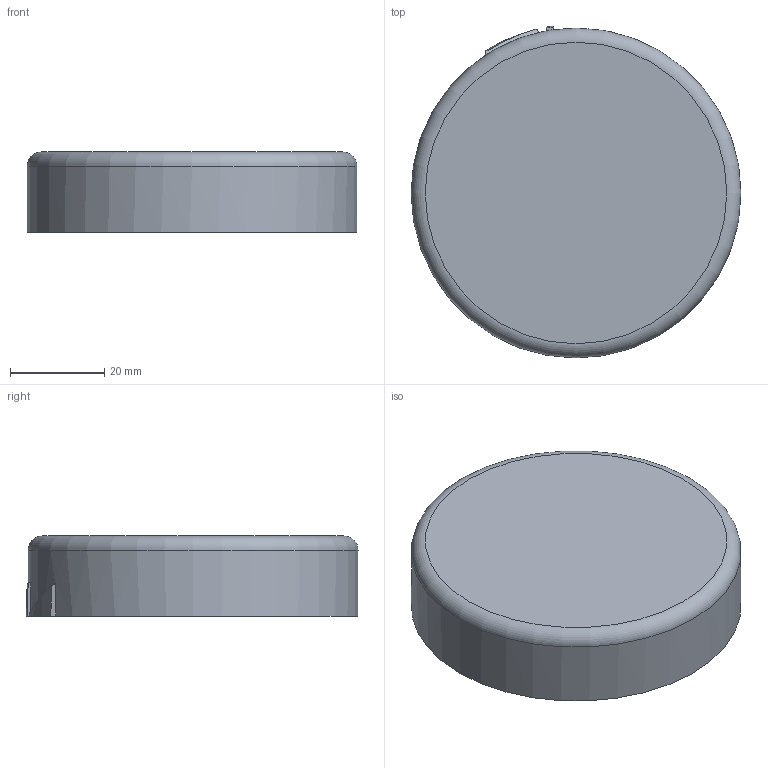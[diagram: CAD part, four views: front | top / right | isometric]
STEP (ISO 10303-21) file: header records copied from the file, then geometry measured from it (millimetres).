
FILE_DESCRIPTION(/* description */ (''),/* implementation_level */ '2;1');
FILE_NAME(/* name */ 'Cap_AuerSignal.stp',/* time_stamp */ '2021-05-19T18:40:09+02:00',/* author */ (''),/* organization */ (''),/* preprocessor_version */ 'ST-DEVELOPER v16',/* originating_system */ 'SIEMENS PLM Software NX 10.0',/* authorisation */ '');
FILE_SCHEMA (('AUTOMOTIVE_DESIGN { 1 0 10303 214 3 1 1 1 }'));
Length unit declared in the file: millimetre
Products named in the file (1): Cap_AuerSignal_stp
Bounding box: 70 x 70.47 x 17 mm (x, y, z)
Volume: 28187.4 mm3; surface area: 13524.9 mm2
Topology: 1 solids, 1 shells, 14 faces, 32 edges, 21 vertices
Faces by surface type: plane 8, cylinder 2, cone 2, bspline 1, torus 1
Full cylindrical faces by diameter (mm): 62.8 x1, 70 x1
Entity records: 434 total; most frequent: CARTESIAN_POINT 114, DIRECTION 62, ORIENTED_EDGE 56, EDGE_CURVE 28, AXIS2_PLACEMENT_3D 28, VERTEX_POINT 20, EDGE_LOOP 18, ADVANCED_FACE 14
